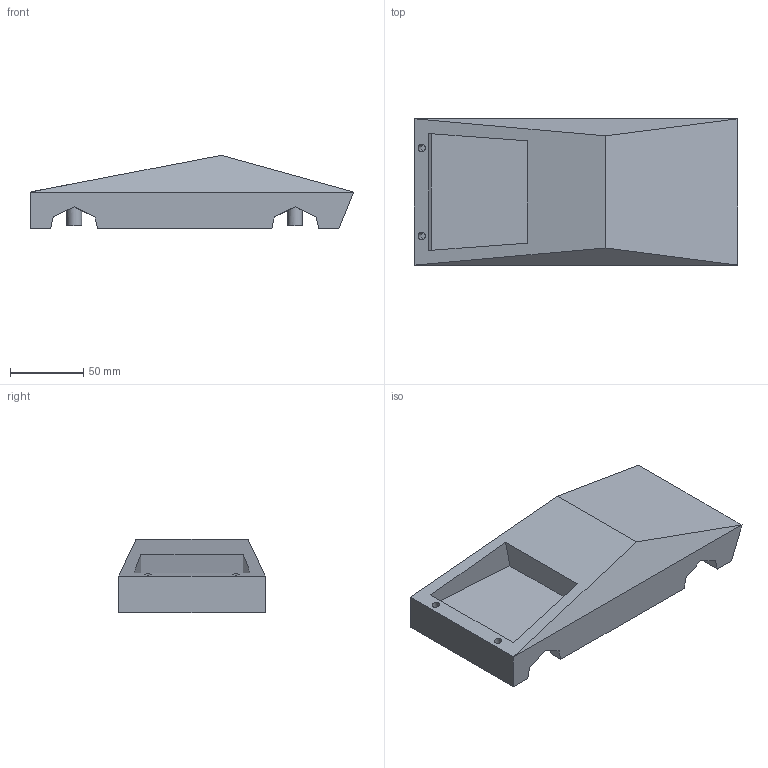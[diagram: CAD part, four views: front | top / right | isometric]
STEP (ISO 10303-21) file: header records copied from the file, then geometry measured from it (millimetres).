
FILE_DESCRIPTION(/* description */ (''),/* implementation_level */ '2;1');
FILE_NAME(/* name */ 'CyberTruck Shell v8.step',/* time_stamp */ '2024-07-02T20:34:14-07:00',/* author */ (''),/* organization */ (''),/* preprocessor_version */ 'ST-DEVELOPER v20',/* originating_system */ 'Autodesk Translation Framework v13.14.0.145',/* authorisation */ '');
FILE_SCHEMA (('AUTOMOTIVE_DESIGN { 1 0 10303 214 3 1 1 }'));
Length unit declared in the file: millimetre
Products named in the file (1): CyberTruck Shell
Bounding box: 220 x 99.6 x 50 mm (x, y, z)
Volume: 544663.1 mm3; surface area: 71438.9 mm2
Topology: 1 solids, 1 shells, 38 faces, 95 edges, 62 vertices
Faces by surface type: plane 34, cylinder 4
Full cylindrical faces by diameter (mm): 5 x2, 10 x2
Entity records: 1152 total; most frequent: CARTESIAN_POINT 196, ORIENTED_EDGE 190, DIRECTION 185, EDGE_CURVE 95, LINE 83, VECTOR 83, VERTEX_POINT 62, AXIS2_PLACEMENT_3D 51
